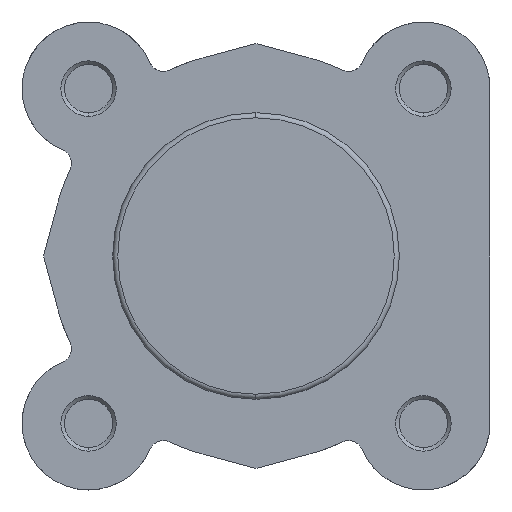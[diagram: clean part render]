
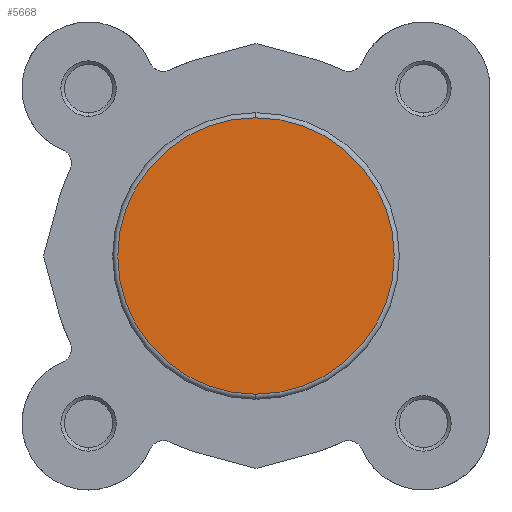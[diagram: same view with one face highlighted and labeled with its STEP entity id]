
A CAD part, left-side view. The second image highlights one B-rep face of the part: STEP entity #5668.
In plain terms, the highlighted planar face has unit normal (-1, 0, 0).
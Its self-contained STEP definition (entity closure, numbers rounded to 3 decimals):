
#214 = EDGE_CURVE ( 'NONE', #796, #797, #6661, .T. ) ;
#455 = CARTESIAN_POINT ( 'NONE',  ( 0., 12.5, 0. ) ) ;
#456 = PLANE ( 'NONE',  #2965 ) ;
#458 = DIRECTION ( 'NONE',  ( 1., 0., 0. ) ) ;
#459 = DIRECTION ( 'NONE',  ( 0., 0., -1. ) ) ;
#796 = VERTEX_POINT ( 'NONE', #1252 ) ;
#797 = VERTEX_POINT ( 'NONE', #1264 ) ;
#1216 = CARTESIAN_POINT ( 'NONE',  ( 0., 0., 0. ) ) ;
#1224 = DIRECTION ( 'NONE',  ( -1., 0., 0. ) ) ;
#1225 = DIRECTION ( 'NONE',  ( 0., 0., -1. ) ) ;
#1252 = CARTESIAN_POINT ( 'NONE',  ( 0., 0., 19.2 ) ) ;
#1264 = CARTESIAN_POINT ( 'NONE',  ( 0., 0., -19.2 ) ) ;
#1801 = CARTESIAN_POINT ( 'NONE',  ( 0., 0., 0. ) ) ;
#1808 = DIRECTION ( 'NONE',  ( -1., 0., 0. ) ) ;
#1809 = DIRECTION ( 'NONE',  ( 0., 0., -1. ) ) ;
#2113 = EDGE_CURVE ( 'NONE', #797, #796, #6795, .T. ) ;
#2530 = AXIS2_PLACEMENT_3D ( 'NONE', #1216, #1224, #1225 ) ;
#2590 = AXIS2_PLACEMENT_3D ( 'NONE', #1801, #1808, #1809 ) ;
#2965 = AXIS2_PLACEMENT_3D ( 'NONE', #455, #458, #459 ) ;
#3088 = EDGE_LOOP ( 'NONE', ( #6384, #6383 ) ) ;
#5336 = FACE_OUTER_BOUND ( 'NONE', #3088, .T. ) ;
#5668 = ADVANCED_FACE ( 'NONE', ( #5336 ), #456, .F. ) ;
#6383 = ORIENTED_EDGE ( 'NONE', *, *, #214, .T. ) ;
#6384 = ORIENTED_EDGE ( 'NONE', *, *, #2113, .T. ) ;
#6661 = CIRCLE ( 'NONE', #2530, 19.2 ) ;
#6795 = CIRCLE ( 'NONE', #2590, 19.2 ) ;
